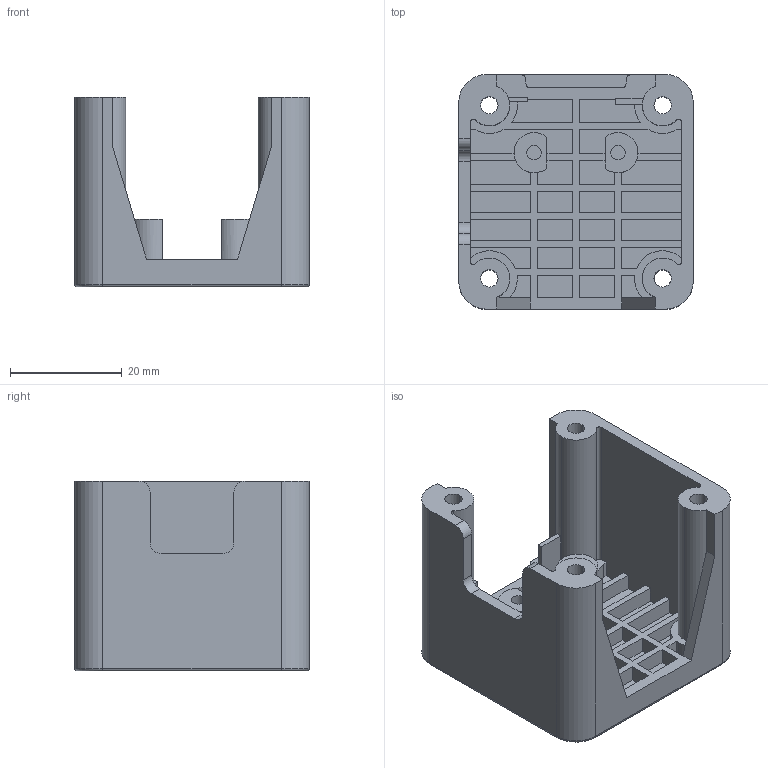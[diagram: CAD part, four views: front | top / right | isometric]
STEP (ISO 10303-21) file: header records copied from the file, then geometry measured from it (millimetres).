
FILE_DESCRIPTION (( 'STEP AP214' ), '1' );
FILE_NAME ('X limit switch bracket.step', '2018-06-21T12:59:58', ( 'User' ), ( 'china' ), 'SwSTEP 2.0', 'SolidWorks 2016', '' );
FILE_SCHEMA (( 'AUTOMOTIVE_DESIGN' ));
Length unit declared in the file: millimetre
Products named in the file (1): X limit switch bracket
Bounding box: 42 x 42 x 34 mm (x, y, z)
Volume: 16198.6 mm3; surface area: 14092.8 mm2
Topology: 1 solids, 1 shells, 221 faces, 603 edges, 396 vertices
Faces by surface type: plane 152, cylinder 57, cone 8, torus 4
Entity records: 7001 total; most frequent: CARTESIAN_POINT 1221, ORIENTED_EDGE 1206, DIRECTION 1185, EDGE_CURVE 603, LINE 465, VECTOR 465, VERTEX_POINT 396, AXIS2_PLACEMENT_3D 360
